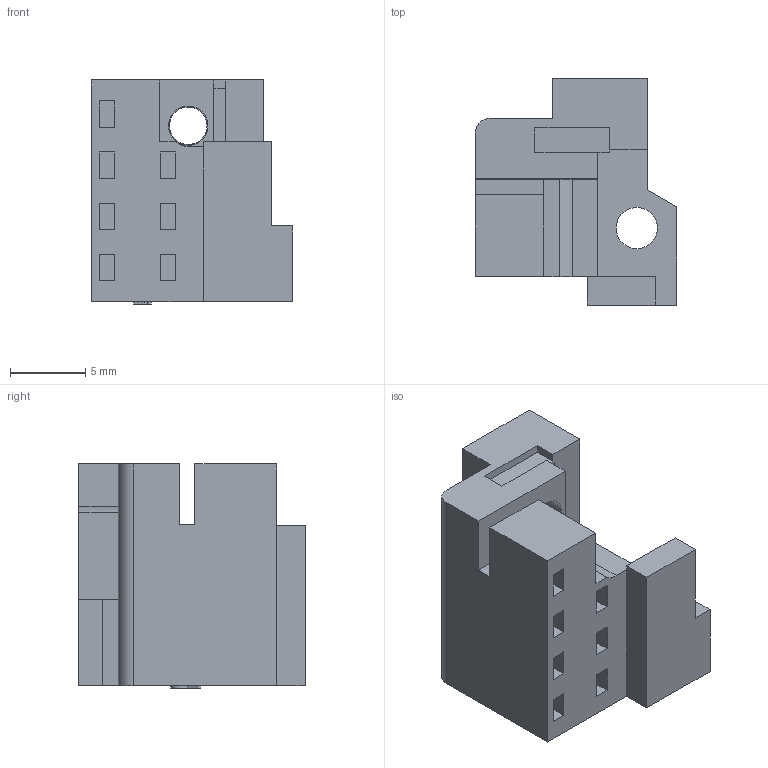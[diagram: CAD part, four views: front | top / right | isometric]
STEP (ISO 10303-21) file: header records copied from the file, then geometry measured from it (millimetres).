
FILE_DESCRIPTION(/* description */ (''),/* implementation_level */ '2;1');
FILE_NAME(/* name */ '100122631ugm000_b.stp',/* time_stamp */ '2016-09-28T11:31:00+02:00',/* author */ (''),/* organization */ (''),/* preprocessor_version */ 'ST-DEVELOPER v16',/* originating_system */ 'SIEMENS PLM Software NX 10.0',/* authorisation */ '');
FILE_SCHEMA (('AUTOMOTIVE_DESIGN { 1 0 10303 214 3 1 1 1 }'));
Length unit declared in the file: millimetre
Products named in the file (1): 100122631ugm000_b
Bounding box: 13.4 x 15.07 x 14.92 mm (x, y, z)
Volume: 1480.7 mm3; surface area: 1497.9 mm2
Topology: 1 solids, 1 shells, 113 faces, 301 edges, 199 vertices
Faces by surface type: plane 101, cylinder 12
Full cylindrical faces by diameter (mm): 2.5 x1, 2.63 x2, 2.75 x1
Entity records: 3538 total; most frequent: CARTESIAN_POINT 619, ORIENTED_EDGE 594, DIRECTION 548, EDGE_CURVE 297, LINE 268, VECTOR 268, VERTEX_POINT 199, AXIS2_PLACEMENT_3D 140
